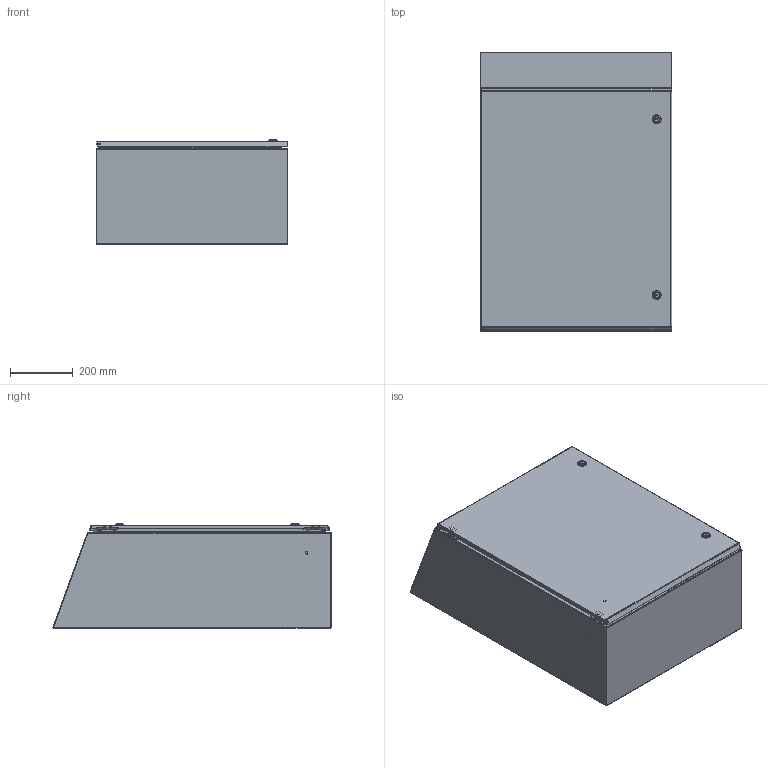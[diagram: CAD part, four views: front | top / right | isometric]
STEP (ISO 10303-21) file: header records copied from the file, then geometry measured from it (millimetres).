
FILE_DESCRIPTION((''),'2;1');
FILE_NAME('N412302412CSSST.stp','2013-04-24T19:39:16',('ps'),(''),'Autodesk Inventor 2012','Autodesk Inventor 2012','');
FILE_SCHEMA(('AUTOMOTIVE_DESIGN { 1 0 10303 214 1 1 1 1 }'));
Length unit declared in the file: inch
Products named in the file (25): N412_CSSST-assm; N412302412CSSSTB3S; HFW3161; HFW328176; 17376 PIN; 17380 SCREW; 17723 BOX LEAF; 17723-UTI BRACKET; 17910 SEALING WASHER; HFW328175; 388151; N4122412CSSSTTOP; 38846; N4123024CSSSTLID; 35123; 1000-179_prt; 1000-u156_asm; 1000-102A-AA; 1000-02; 1000-23; 1000-u630_asm; 1000-318-PF; 1000-03-PG; 1000-24; 1000-277-01PI
Assembly tree (35 placements, depth 4):
  N412_CSSST-assm
    N412302412CSSSTB3S
    HFW3161  x2
    HFW328176  x2
      17376 PIN
      17380 SCREW
      17723 BOX LEAF
      17723-UTI BRACKET
      17910 SEALING WASHER
    HFW328175  x2
    388151  x4
    N4122412CSSSTTOP
    38846  x2
    N4123024CSSSTLID
    35123  x2
      1000-179_prt
      1000-u156_asm
        1000-102A-AA
        1000-02
        1000-23
      1000-u630_asm
        1000-318-PF
        1000-03-PG
        1000-24
        1000-277-01PI
    17376 PIN
Bounding box: 609.6 x 885.12 x 331.32 mm (x, y, z)
Volume: 3826558.1 mm3; surface area: 4095076.1 mm2
Topology: 42 solids, 44 shells, 1732 faces, 4251 edges, 2617 vertices
Faces by surface type: plane 717, cylinder 604, cone 197, bspline 168, torus 46
Full cylindrical faces by diameter (mm): 2.362 x4, 3.175 x3, 3.317 x68, 3.861 x4, 3.962 x3, 4.166 x68, 4.25 x4, 4.366 x4, 4.572 x6, 4.763 x4, 5 x2, 5.5 x2, 6.35 x10, 6.502 x4, 6.985 x4, 7.62 x4, 8 x2, 8.128 x4, 8.56 x2, 9.144 x4, 9.9 x2, 10 x2, 10.2 x2, 11.113 x4, 12.8 x2, 13.5 x2, 14.3 x4, 15.2 x2, 16 x2, 16.1 x2
Entity records: 33554 total; most frequent: CARTESIAN_POINT 12769, ORIENTED_EDGE 3926, DIRECTION 3910, EDGE_CURVE 1963, AXIS2_PLACEMENT_3D 1388, VERTEX_POINT 1279, VECTOR 1134, LINE 1134
